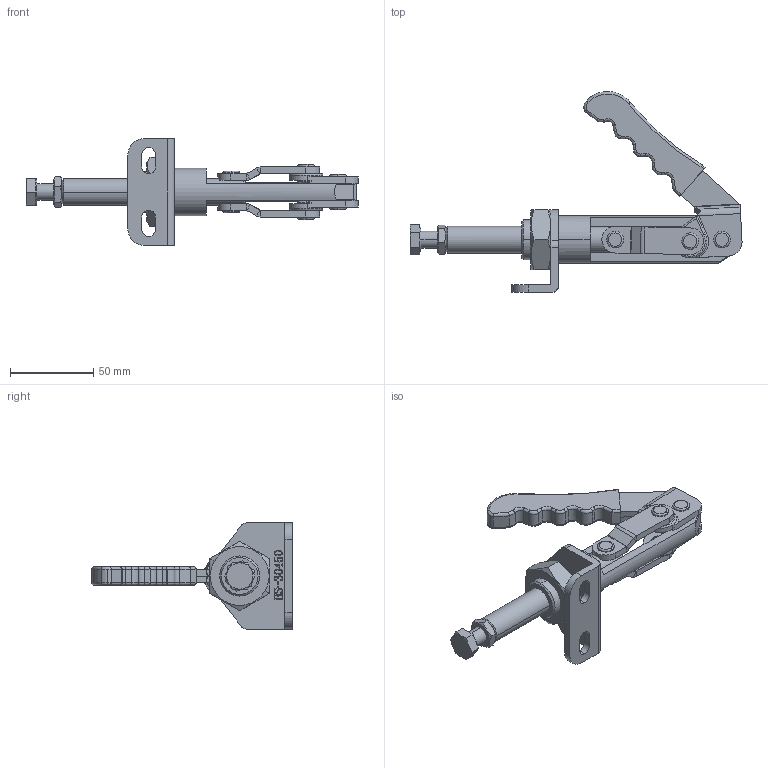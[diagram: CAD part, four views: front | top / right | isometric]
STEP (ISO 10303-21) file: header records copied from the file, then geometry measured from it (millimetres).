
FILE_DESCRIPTION (( 'STEP AP203' ), '1' );
FILE_NAME ('HS-30450.STEP', '2022-07-14T10:51:10', ( '微软用户' ), ( '微软中国' ), 'SwSTEP 2.0', 'SolidWorks 2012', '' );
FILE_SCHEMA (( 'CONFIG_CONTROL_DESIGN' ));
Length unit declared in the file: millimetre
Products named in the file (14): HS-30450; 忒參; 种3; hexagon head bolts-full thread gb_GB_FASTENER_BOLT_STBAB A M10X35-N; hex thin nuts-grades ab-chamfered gb_GB_FASTENER_NUT_STNAB M10-N; hex thin nuts-grades ab-chamfered gb_GB_FASTENER_NUT_STNAB  B M24-N; 种2; 埴菁釱; 挴裝; 种1; 忒梟酘; 蟀裝酘; 蟀裝衵; 菁釱盓殤
Assembly tree (14 placements, depth 2):
  HS-30450
    菁釱盓殤
    蟀裝衵
    蟀裝酘
    忒梟酘
    种1
    挴裝
    埴菁釱
    种2  x2
    hex thin nuts-grades ab-chamfered gb_GB_FASTENER_NUT_STNAB  B M24-N
    hex thin nuts-grades ab-chamfered gb_GB_FASTENER_NUT_STNAB M10-N
    hexagon head bolts-full thread gb_GB_FASTENER_BOLT_STBAB A M10X35-N
    种3
    忒參
Bounding box: 199.13 x 120.44 x 64 mm (x, y, z)
Volume: 112128.4 mm3; surface area: 63823.9 mm2
Topology: 15 solids, 15 shells, 821 faces, 2090 edges, 1331 vertices
Faces by surface type: plane 407, cylinder 179, bspline 150, torus 51, cone 34
Entity records: 33357 total; most frequent: CARTESIAN_POINT 13189, ORIENTED_EDGE 4124, DIRECTION 3423, EDGE_CURVE 2062, VERTEX_POINT 1315, LINE 1221, VECTOR 1221, AXIS2_PLACEMENT_3D 1101
